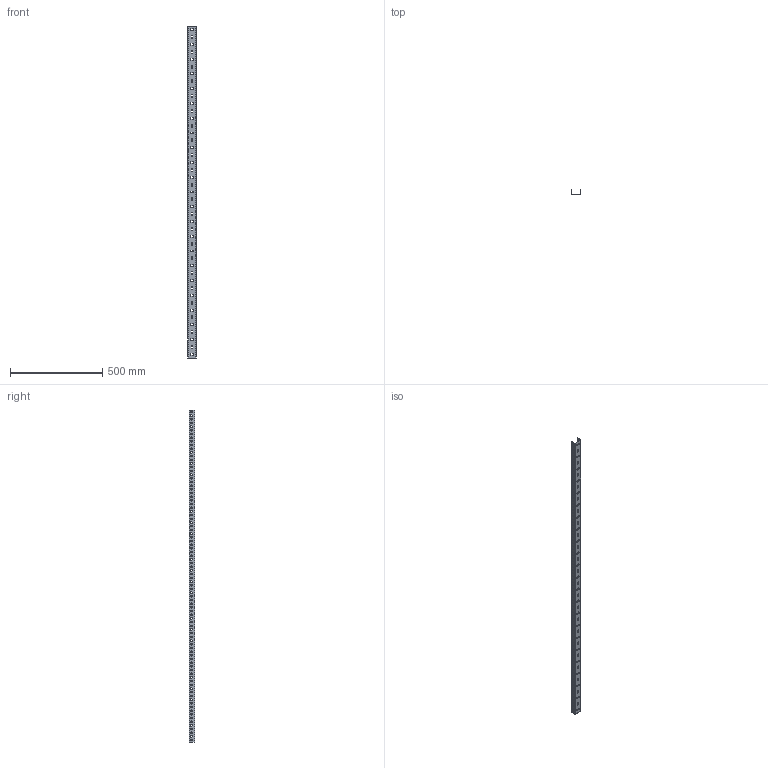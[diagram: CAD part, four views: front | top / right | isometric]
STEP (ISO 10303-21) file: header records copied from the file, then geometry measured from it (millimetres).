
FILE_DESCRIPTION (( 'STEP AP203' ), '1' );
FILE_NAME ('Ïðîôèëü BPM-29_BPM2918.STEP', '2012-11-16T11:02:38', ( 'Àñååâ' ), ( '' ), 'SwSTEP 2.0', 'SolidWorks 2012', '' );
FILE_SCHEMA (( 'CONFIG_CONTROL_DESIGN' ));
Length unit declared in the file: millimetre
Products named in the file (1): Ïðîôèëü BPM-29_BPM2918
Bounding box: 48 x 29 x 1800 mm (x, y, z)
Volume: 247491.4 mm3; surface area: 346235.8 mm2
Topology: 1 solids, 1 shells, 382 faces, 1214 edges, 834 vertices
Faces by surface type: cylinder 274, plane 108
Full cylindrical faces by diameter (mm): 8.5 x180
Entity records: 13045 total; most frequent: DIRECTION 2258, CARTESIAN_POINT 2071, ORIENTED_EDGE 1888, EDGE_LOOP 1012, EDGE_CURVE 944, AXIS2_PLACEMENT_3D 931, VERTEX_POINT 744, FACE_OUTER_BOUND 562
